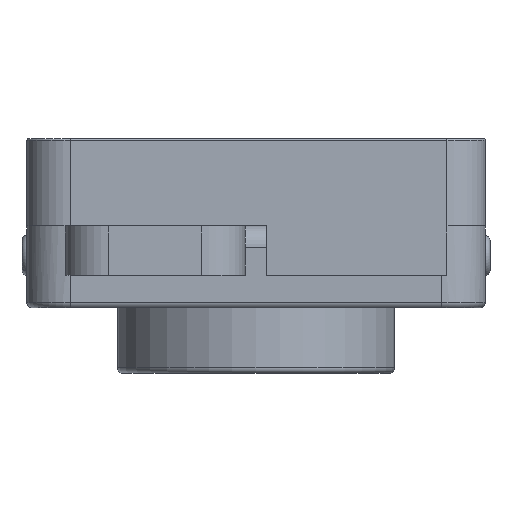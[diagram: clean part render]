
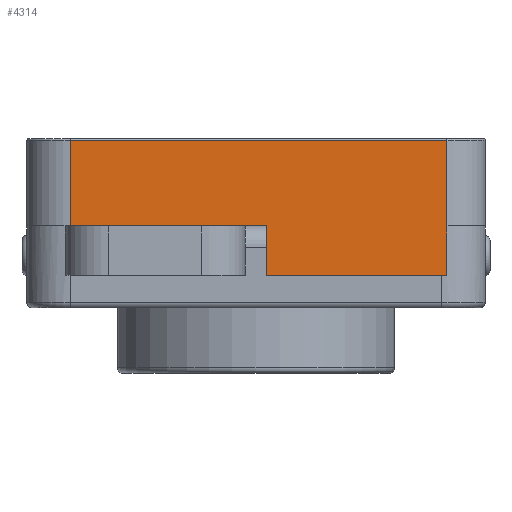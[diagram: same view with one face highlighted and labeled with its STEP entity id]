
A CAD part, front view. The second image highlights one B-rep face of the part: STEP entity #4314.
In plain terms, the highlighted planar face has unit normal (0, -1, 0).
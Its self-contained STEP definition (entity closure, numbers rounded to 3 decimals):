
#234 = VECTOR ( 'NONE', #7656, 1000. ) ;
#245 = VECTOR ( 'NONE', #1715, 1000. ) ;
#592 = DIRECTION ( 'NONE',  ( 0., 1., 0. ) ) ;
#846 = CARTESIAN_POINT ( 'NONE',  ( -28.574, -40.328, 80.3 ) ) ;
#898 = EDGE_CURVE ( 'NONE', #3012, #7659, #1604, .T. ) ;
#947 = VECTOR ( 'NONE', #2324, 1000. ) ;
#1087 = CARTESIAN_POINT ( 'NONE',  ( 5.926, -40.328, 68. ) ) ;
#1370 = CARTESIAN_POINT ( 'NONE',  ( -10.574, -40.328, 72.5 ) ) ;
#1494 = DIRECTION ( 'NONE',  ( 1., 0., 0. ) ) ;
#1604 = LINE ( 'NONE', #3450, #3757 ) ;
#1715 = DIRECTION ( 'NONE',  ( -1., 0., 0. ) ) ;
#1794 = DIRECTION ( 'NONE',  ( 0., 0., 1. ) ) ;
#2019 = PLANE ( 'NONE',  #9339 ) ;
#2324 = DIRECTION ( 'NONE',  ( 0., 0., 1. ) ) ;
#2974 = FACE_OUTER_BOUND ( 'NONE', #8464, .T. ) ;
#3012 = VERTEX_POINT ( 'NONE', #1370 ) ;
#3216 = ORIENTED_EDGE ( 'NONE', *, *, #4755, .F. ) ;
#3394 = EDGE_CURVE ( 'NONE', #8872, #4685, #4029, .T. ) ;
#3450 = CARTESIAN_POINT ( 'NONE',  ( -10.574, -40.328, 96.692 ) ) ;
#3508 = DIRECTION ( 'NONE',  ( 1., 0., 0. ) ) ;
#3735 = EDGE_CURVE ( 'NONE', #8872, #7659, #5270, .T. ) ;
#3757 = VECTOR ( 'NONE', #5802, 1000. ) ;
#3851 = EDGE_CURVE ( 'NONE', #4685, #9491, #8396, .T. ) ;
#3882 = CARTESIAN_POINT ( 'NONE',  ( 5.926, -40.328, 72.5 ) ) ;
#4029 = LINE ( 'NONE', #7577, #9322 ) ;
#4236 = ORIENTED_EDGE ( 'NONE', *, *, #3851, .T. ) ;
#4310 = VECTOR ( 'NONE', #1494, 1000. ) ;
#4314 = ADVANCED_FACE ( 'NONE', ( #2974 ), #2019, .F. ) ;
#4685 = VERTEX_POINT ( 'NONE', #3882 ) ;
#4750 = VECTOR ( 'NONE', #5990, 1000. ) ;
#4755 = EDGE_CURVE ( 'NONE', #5083, #6480, #6318, .T. ) ;
#4808 = ORIENTED_EDGE ( 'NONE', *, *, #3735, .F. ) ;
#4886 = ORIENTED_EDGE ( 'NONE', *, *, #8114, .T. ) ;
#5083 = VERTEX_POINT ( 'NONE', #6762 ) ;
#5215 = CARTESIAN_POINT ( 'NONE',  ( 5.926, -40.328, 81.5 ) ) ;
#5233 = LINE ( 'NONE', #7320, #4310 ) ;
#5270 = LINE ( 'NONE', #5377, #245 ) ;
#5377 = CARTESIAN_POINT ( 'NONE',  ( -12.574, -40.328, 68. ) ) ;
#5636 = CARTESIAN_POINT ( 'NONE',  ( 5.926, -40.328, 80.3 ) ) ;
#5802 = DIRECTION ( 'NONE',  ( 0., 0., -1. ) ) ;
#5990 = DIRECTION ( 'NONE',  ( -1., 0., 0. ) ) ;
#6056 = CARTESIAN_POINT ( 'NONE',  ( -28.574, -40.328, 62.695 ) ) ;
#6318 = LINE ( 'NONE', #6056, #234 ) ;
#6480 = VERTEX_POINT ( 'NONE', #9034 ) ;
#6762 = CARTESIAN_POINT ( 'NONE',  ( -28.574, -40.328, 72.5 ) ) ;
#6887 = CARTESIAN_POINT ( 'NONE',  ( -10.574, -40.328, 68. ) ) ;
#7073 = EDGE_CURVE ( 'NONE', #5083, #3012, #5233, .T. ) ;
#7166 = ORIENTED_EDGE ( 'NONE', *, *, #7073, .T. ) ;
#7320 = CARTESIAN_POINT ( 'NONE',  ( -10.574, -40.328, 72.5 ) ) ;
#7577 = CARTESIAN_POINT ( 'NONE',  ( 5.926, -40.328, 81.5 ) ) ;
#7656 = DIRECTION ( 'NONE',  ( 0., 0., 1. ) ) ;
#7659 = VERTEX_POINT ( 'NONE', #6887 ) ;
#7827 = ORIENTED_EDGE ( 'NONE', *, *, #3394, .T. ) ;
#7973 = ORIENTED_EDGE ( 'NONE', *, *, #898, .T. ) ;
#7975 = CARTESIAN_POINT ( 'NONE',  ( 9.926, -40.328, 81.5 ) ) ;
#8114 = EDGE_CURVE ( 'NONE', #9491, #6480, #9127, .T. ) ;
#8396 = LINE ( 'NONE', #5215, #947 ) ;
#8464 = EDGE_LOOP ( 'NONE', ( #4236, #4886, #3216, #7166, #7973, #4808, #7827 ) ) ;
#8872 = VERTEX_POINT ( 'NONE', #1087 ) ;
#9034 = CARTESIAN_POINT ( 'NONE',  ( -28.574, -40.328, 80.3 ) ) ;
#9127 = LINE ( 'NONE', #846, #4750 ) ;
#9322 = VECTOR ( 'NONE', #1794, 1000. ) ;
#9339 = AXIS2_PLACEMENT_3D ( 'NONE', #7975, #592, #3508 ) ;
#9491 = VERTEX_POINT ( 'NONE', #5636 ) ;
